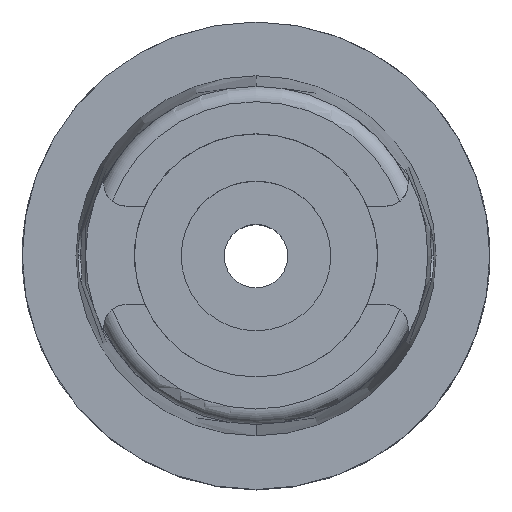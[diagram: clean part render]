
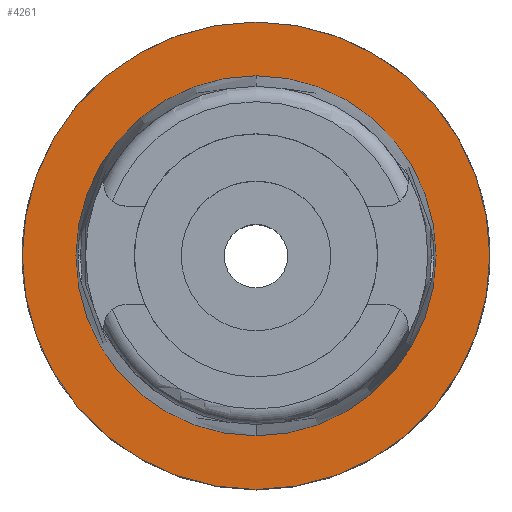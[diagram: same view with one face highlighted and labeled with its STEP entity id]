
A CAD part, top view. The second image highlights one B-rep face of the part: STEP entity #4261.
In plain terms, the highlighted planar face has unit normal (0, 0, 1).
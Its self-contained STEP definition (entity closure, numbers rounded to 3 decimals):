
#2049=CARTESIAN_POINT('',(0.,0.,0.));
#2050=DIRECTION('',(0.,0.,-1.));
#2051=DIRECTION('',(0.,-1.,0.));
#2052=AXIS2_PLACEMENT_3D('',#2049,#2050,#2051);
#2057=CARTESIAN_POINT('',(0.,0.,0.));
#2058=DIRECTION('',(0.,0.,-1.));
#2059=DIRECTION('',(0.,1.,0.));
#2060=AXIS2_PLACEMENT_3D('',#2057,#2058,#2059);
#2065=CARTESIAN_POINT('',(0.,0.,0.));
#2066=DIRECTION('',(0.,0.,1.));
#2067=DIRECTION('',(0.,-1.,0.));
#2068=AXIS2_PLACEMENT_3D('',#2065,#2066,#2067);
#2073=CARTESIAN_POINT('',(0.,0.,0.));
#2074=DIRECTION('',(0.,0.,1.));
#2075=DIRECTION('',(0.,1.,0.));
#2076=AXIS2_PLACEMENT_3D('',#2073,#2074,#2075);
#2474=CARTESIAN_POINT('',(0.,-19.25,0.));
#2475=VERTEX_POINT('',#2474);
#2476=CARTESIAN_POINT('',(0.,19.25,0.));
#2477=VERTEX_POINT('',#2476);
#2744=CARTESIAN_POINT('',(0.,25.,0.));
#2745=VERTEX_POINT('',#2744);
#2746=CARTESIAN_POINT('',(0.,-25.,0.));
#2747=VERTEX_POINT('',#2746);
#4248=CARTESIAN_POINT('',(0.,0.,0.));
#4249=DIRECTION('',(0.,0.,-1.));
#4250=DIRECTION('',(0.,-1.,0.));
#4251=AXIS2_PLACEMENT_3D('',#4248,#4249,#4250);
#4252=PLANE('',#4251);
#4253=ORIENTED_EDGE('',*,*,#4230,.T.);
#4254=ORIENTED_EDGE('',*,*,#4117,.T.);
#4255=EDGE_LOOP('',(#4253,#4254));
#4256=FACE_OUTER_BOUND('',#4255,.F.);
#4257=ORIENTED_EDGE('',*,*,#2975,.T.);
#4258=ORIENTED_EDGE('',*,*,#2944,.T.);
#4259=EDGE_LOOP('',(#4257,#4258));
#4260=FACE_BOUND('',#4259,.F.);
#2053=CIRCLE('',#2052,25.);
#2061=CIRCLE('',#2060,25.);
#2069=CIRCLE('',#2068,19.25);
#2077=CIRCLE('',#2076,19.25);
#2944=EDGE_CURVE('',#2477,#2475,#2077,.T.);
#2975=EDGE_CURVE('',#2475,#2477,#2069,.T.);
#4117=EDGE_CURVE('',#2745,#2747,#2061,.T.);
#4230=EDGE_CURVE('',#2747,#2745,#2053,.T.);
#4261=ADVANCED_FACE('',(#4256,#4260),#4252,.F.);
